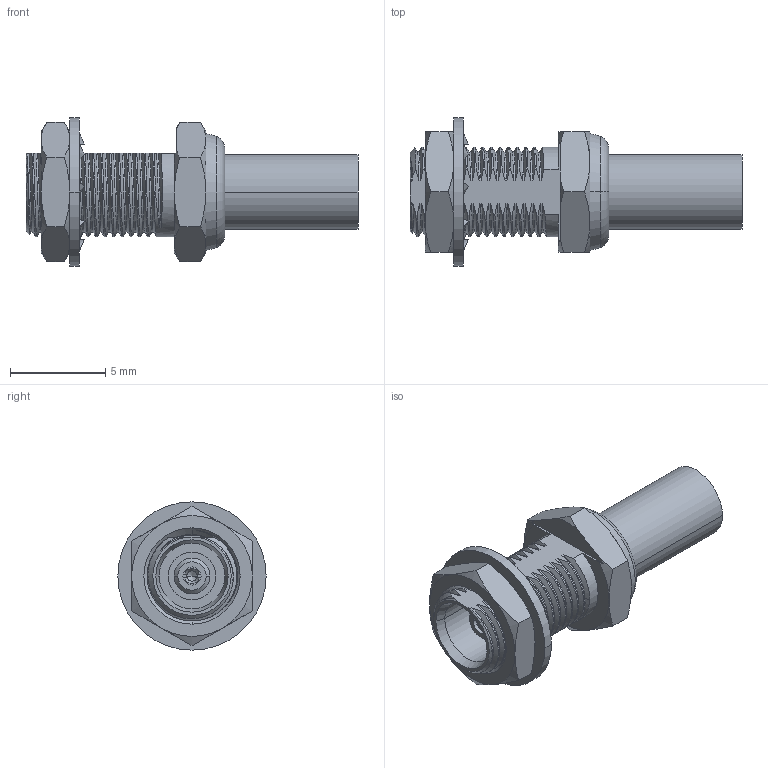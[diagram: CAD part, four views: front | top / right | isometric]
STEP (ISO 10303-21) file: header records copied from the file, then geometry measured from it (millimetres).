
FILE_DESCRIPTION((''),'2;1');
FILE_NAME('MCX6421A1-003-NX3GT30_SW0001','2019-04-08T',('Krishnaprasath'),(''),'CREO PARAMETRIC BY PTC INC, 2017020','CREO PARAMETRIC BY PTC INC, 2017020','');
FILE_SCHEMA(('CONFIG_CONTROL_DESIGN'));
Length unit declared in the file: inch
Products named in the file (1): MCX6421A1-003-NX3GT30_SW0001
Bounding box: 17.46 x 7.8 x 7.8 mm (x, y, z)
Volume: 271.7 mm3; surface area: 616.8 mm2
Topology: 1 solids, 1 shells, 283 faces, 783 edges, 490 vertices
Faces by surface type: bspline 116, plane 61, cylinder 55, cone 49, torus 2
Entity records: 17812 total; most frequent: CARTESIAN_POINT 11437, ORIENTED_EDGE 1562, DIRECTION 943, EDGE_CURVE 781, VERTEX_POINT 490, B_SPLINE_CURVE_WITH_KNOTS 338, AXIS2_PLACEMENT_3D 333, EDGE_LOOP 297
